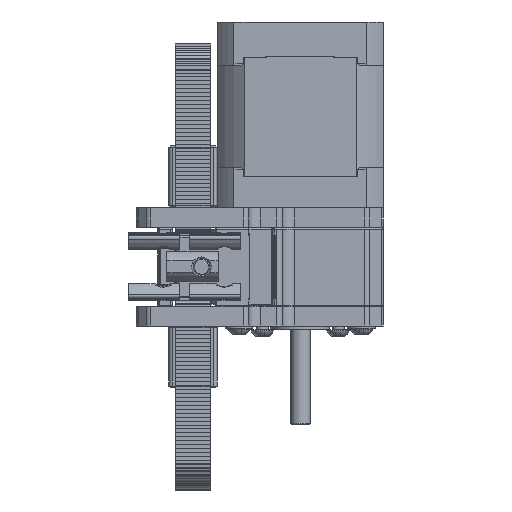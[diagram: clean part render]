
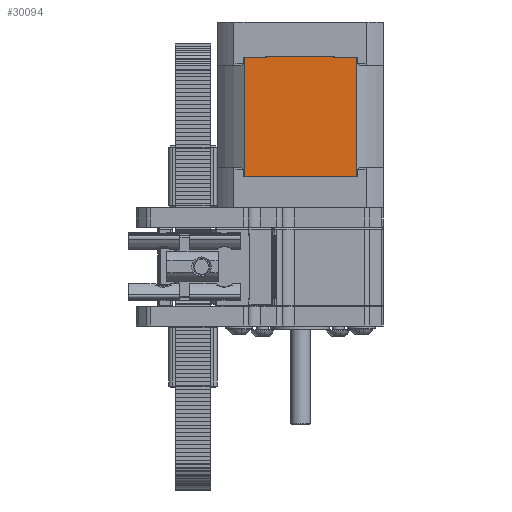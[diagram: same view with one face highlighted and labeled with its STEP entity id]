
A CAD part, left-side view. The second image highlights one B-rep face of the part: STEP entity #30094.
In plain terms, the highlighted planar face has unit normal (-1, 0, 0).
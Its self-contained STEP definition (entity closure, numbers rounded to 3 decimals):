
#2020=PLANE('',#32885);
#3533=FACE_OUTER_BOUND('',#5248,.T.);
#5248=EDGE_LOOP('',(#27505,#27506,#27507,#27508,#27509,#27510,#27511,#27512,
#27513,#27514,#27515,#27516));
#8231=LINE('',#50894,#11453);
#8234=LINE('',#50905,#11456);
#8236=LINE('',#50914,#11458);
#8238=LINE('',#50918,#11460);
#8240=LINE('',#50921,#11462);
#8439=LINE('',#51595,#11661);
#8441=LINE('',#51602,#11663);
#8442=LINE('',#51604,#11664);
#8443=LINE('',#51606,#11665);
#8444=LINE('',#51608,#11666);
#8445=LINE('',#51610,#11667);
#8446=LINE('',#51611,#11668);
#11453=VECTOR('',#40197,30.2);
#11456=VECTOR('',#40206,0.1);
#11458=VECTOR('',#40214,0.1);
#11460=VECTOR('',#40220,5.724);
#11462=VECTOR('',#40224,5.724);
#11661=VECTOR('',#40879,17.012);
#11663=VECTOR('',#40887,0.1);
#11664=VECTOR('',#40888,5.724);
#11665=VECTOR('',#40889,30.2);
#11666=VECTOR('',#40890,5.724);
#11667=VECTOR('',#40891,0.1);
#11668=VECTOR('',#40892,17.012);
#15105=VERTEX_POINT('',#50891);
#15106=VERTEX_POINT('',#50893);
#15110=VERTEX_POINT('',#50902);
#15111=VERTEX_POINT('',#50904);
#15114=VERTEX_POINT('',#50911);
#15115=VERTEX_POINT('',#50913);
#15332=VERTEX_POINT('',#51593);
#15334=VERTEX_POINT('',#51601);
#15335=VERTEX_POINT('',#51603);
#15336=VERTEX_POINT('',#51605);
#15337=VERTEX_POINT('',#51607);
#15338=VERTEX_POINT('',#51609);
#19096=EDGE_CURVE('',#15106,#15105,#8231,.T.);
#19101=EDGE_CURVE('',#15111,#15110,#8234,.T.);
#19105=EDGE_CURVE('',#15115,#15114,#8236,.T.);
#19108=EDGE_CURVE('',#15105,#15115,#8238,.T.);
#19110=EDGE_CURVE('',#15110,#15106,#8240,.T.);
#19431=EDGE_CURVE('',#15114,#15332,#8439,.T.);
#19434=EDGE_CURVE('',#15332,#15334,#8441,.T.);
#19435=EDGE_CURVE('',#15335,#15334,#8442,.T.);
#19436=EDGE_CURVE('',#15336,#15335,#8443,.T.);
#19437=EDGE_CURVE('',#15337,#15336,#8444,.T.);
#19438=EDGE_CURVE('',#15337,#15338,#8445,.T.);
#19439=EDGE_CURVE('',#15338,#15111,#8446,.T.);
#27505=ORIENTED_EDGE('',*,*,#19431,.T.);
#27506=ORIENTED_EDGE('',*,*,#19434,.T.);
#27507=ORIENTED_EDGE('',*,*,#19435,.F.);
#27508=ORIENTED_EDGE('',*,*,#19436,.F.);
#27509=ORIENTED_EDGE('',*,*,#19437,.F.);
#27510=ORIENTED_EDGE('',*,*,#19438,.T.);
#27511=ORIENTED_EDGE('',*,*,#19439,.T.);
#27512=ORIENTED_EDGE('',*,*,#19101,.T.);
#27513=ORIENTED_EDGE('',*,*,#19110,.T.);
#27514=ORIENTED_EDGE('',*,*,#19096,.T.);
#27515=ORIENTED_EDGE('',*,*,#19108,.T.);
#27516=ORIENTED_EDGE('',*,*,#19105,.T.);
#30094=ADVANCED_FACE('',(#3533),#2020,.T.);
#32885=AXIS2_PLACEMENT_3D('',#51600,#40885,#40886);
#40197=DIRECTION('',(0.,0.,-1.));
#40206=DIRECTION('',(0.,0.,-1.));
#40214=DIRECTION('',(0.,0.,-1.));
#40220=DIRECTION('',(0.,-1.,0.));
#40224=DIRECTION('',(0.,1.,0.));
#40879=DIRECTION('',(0.,-1.,0.));
#40885=DIRECTION('center_axis',(-1.,0.,0.));
#40886=DIRECTION('ref_axis',(0.,0.,1.));
#40887=DIRECTION('',(0.,0.,1.));
#40888=DIRECTION('',(0.,1.,0.));
#40889=DIRECTION('',(0.,0.,-1.));
#40890=DIRECTION('',(0.,-1.,0.));
#40891=DIRECTION('',(0.,0.,1.));
#40892=DIRECTION('',(0.,1.,0.));
#50891=CARTESIAN_POINT('',(-21.1,14.23,-19.54));
#50893=CARTESIAN_POINT('',(-21.1,14.23,10.66));
#50894=CARTESIAN_POINT('',(-21.1,14.23,10.66));
#50902=CARTESIAN_POINT('',(-21.1,8.506,10.66));
#50904=CARTESIAN_POINT('',(-21.1,8.506,10.76));
#50905=CARTESIAN_POINT('',(-21.1,8.506,10.76));
#50911=CARTESIAN_POINT('',(-21.1,8.506,-19.64));
#50913=CARTESIAN_POINT('',(-21.1,8.506,-19.54));
#50914=CARTESIAN_POINT('',(-21.1,8.506,-19.54));
#50918=CARTESIAN_POINT('',(-21.1,14.23,-19.54));
#50921=CARTESIAN_POINT('',(-21.1,8.506,10.66));
#51593=CARTESIAN_POINT('',(-21.1,-8.506,-19.64));
#51595=CARTESIAN_POINT('',(-21.1,8.506,-19.64));
#51600=CARTESIAN_POINT('Origin',(-21.1,-14.231,-19.641));
#51601=CARTESIAN_POINT('',(-21.1,-8.506,-19.54));
#51602=CARTESIAN_POINT('',(-21.1,-8.506,-19.64));
#51603=CARTESIAN_POINT('',(-21.1,-14.23,-19.54));
#51604=CARTESIAN_POINT('',(-21.1,-14.23,-19.54));
#51605=CARTESIAN_POINT('',(-21.1,-14.23,10.66));
#51606=CARTESIAN_POINT('',(-21.1,-14.23,10.66));
#51607=CARTESIAN_POINT('',(-21.1,-8.506,10.66));
#51608=CARTESIAN_POINT('',(-21.1,-8.506,10.66));
#51609=CARTESIAN_POINT('',(-21.1,-8.506,10.76));
#51610=CARTESIAN_POINT('',(-21.1,-8.506,10.66));
#51611=CARTESIAN_POINT('',(-21.1,-8.506,10.76));
